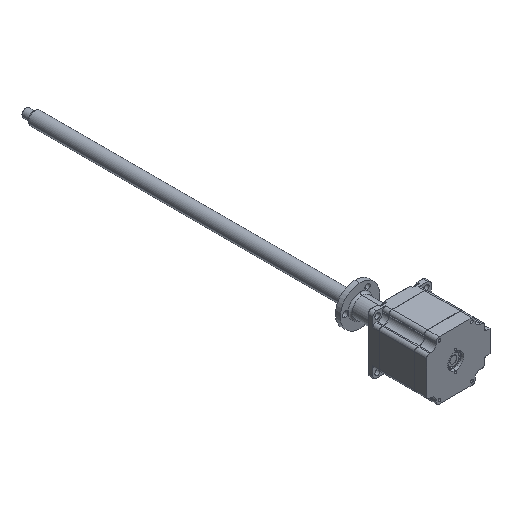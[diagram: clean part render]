
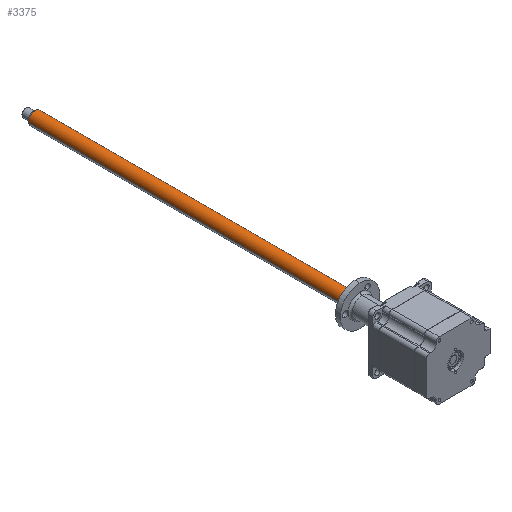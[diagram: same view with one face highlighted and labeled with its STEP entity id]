
A CAD part, isometric view. The second image highlights one B-rep face of the part: STEP entity #3375.
In plain terms, the highlighted cylindrical face has radius 6.225 mm (diameter 12.45 mm), a partial arc.
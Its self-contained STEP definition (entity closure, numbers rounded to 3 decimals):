
#212 = ORIENTED_EDGE ( 'NONE', *, *, #8421, .T. ) ;
#250 = VECTOR ( 'NONE', #6689, 1000. ) ;
#485 = EDGE_CURVE ( 'NONE', #4999, #6176, #9239, .T. ) ;
#1090 = VERTEX_POINT ( 'NONE', #3584 ) ;
#1400 = CYLINDRICAL_SURFACE ( 'NONE', #5575, 6.225 ) ;
#1572 = EDGE_CURVE ( 'NONE', #1090, #5381, #4906, .T. ) ;
#2062 = DIRECTION ( 'NONE',  ( -0.994, 0., -0.112 ) ) ;
#3375 = ADVANCED_FACE ( 'NONE', ( #6286 ), #1400, .T. ) ;
#3416 = EDGE_LOOP ( 'NONE', ( #4851, #212, #10377, #6723 ) ) ;
#3584 = CARTESIAN_POINT ( 'NONE',  ( -23.479, 358.999, 32.654 ) ) ;
#4001 = CIRCLE ( 'NONE', #10283, 6.225 ) ;
#4474 = DIRECTION ( 'NONE',  ( 0., -1., 0. ) ) ;
#4851 = ORIENTED_EDGE ( 'NONE', *, *, #485, .F. ) ;
#4906 = LINE ( 'NONE', #6864, #250 ) ;
#4999 = VERTEX_POINT ( 'NONE', #5245 ) ;
#5245 = CARTESIAN_POINT ( 'NONE',  ( -11.107, 358.999, 34.046 ) ) ;
#5381 = VERTEX_POINT ( 'NONE', #10445 ) ;
#5520 = DIRECTION ( 'NONE',  ( 0., -1., 0. ) ) ;
#5575 = AXIS2_PLACEMENT_3D ( 'NONE', #7496, #6610, #2062 ) ;
#6176 = VERTEX_POINT ( 'NONE', #9999 ) ;
#6286 = FACE_OUTER_BOUND ( 'NONE', #3416, .T. ) ;
#6610 = DIRECTION ( 'NONE',  ( 0., -1., 0. ) ) ;
#6689 = DIRECTION ( 'NONE',  ( 0., -1., 0. ) ) ;
#6723 = ORIENTED_EDGE ( 'NONE', *, *, #11433, .F. ) ;
#6864 = CARTESIAN_POINT ( 'NONE',  ( -23.479, 359.999, 32.654 ) ) ;
#6877 = VECTOR ( 'NONE', #9592, 1000. ) ;
#7489 = CIRCLE ( 'NONE', #9002, 6.225 ) ;
#7496 = CARTESIAN_POINT ( 'NONE',  ( -17.293, 359.999, 33.35 ) ) ;
#8421 = EDGE_CURVE ( 'NONE', #4999, #1090, #4001, .T. ) ;
#8518 = CARTESIAN_POINT ( 'NONE',  ( -11.107, 359.999, 34.046 ) ) ;
#9002 = AXIS2_PLACEMENT_3D ( 'NONE', #9846, #4474, #10739 ) ;
#9239 = LINE ( 'NONE', #8518, #6877 ) ;
#9592 = DIRECTION ( 'NONE',  ( 0., -1., 0. ) ) ;
#9846 = CARTESIAN_POINT ( 'NONE',  ( -17.293, 9.999, 33.35 ) ) ;
#9999 = CARTESIAN_POINT ( 'NONE',  ( -11.107, 9.999, 34.046 ) ) ;
#10283 = AXIS2_PLACEMENT_3D ( 'NONE', #10893, #5520, #11811 ) ;
#10377 = ORIENTED_EDGE ( 'NONE', *, *, #1572, .T. ) ;
#10445 = CARTESIAN_POINT ( 'NONE',  ( -23.479, 9.999, 32.654 ) ) ;
#10739 = DIRECTION ( 'NONE',  ( -0.994, 0., -0.112 ) ) ;
#10893 = CARTESIAN_POINT ( 'NONE',  ( -17.293, 358.999, 33.35 ) ) ;
#11433 = EDGE_CURVE ( 'NONE', #6176, #5381, #7489, .T. ) ;
#11811 = DIRECTION ( 'NONE',  ( 0.994, 0., 0.112 ) ) ;
